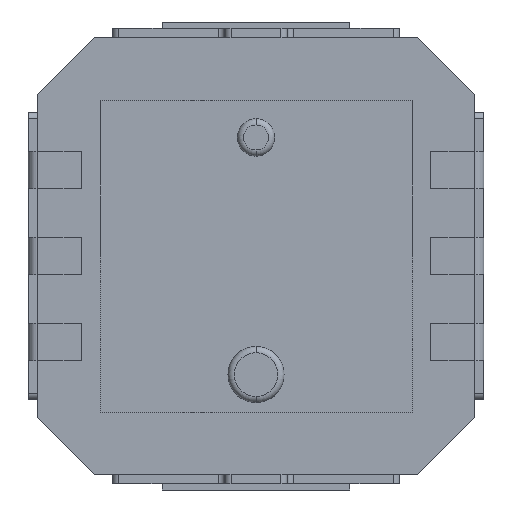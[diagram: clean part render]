
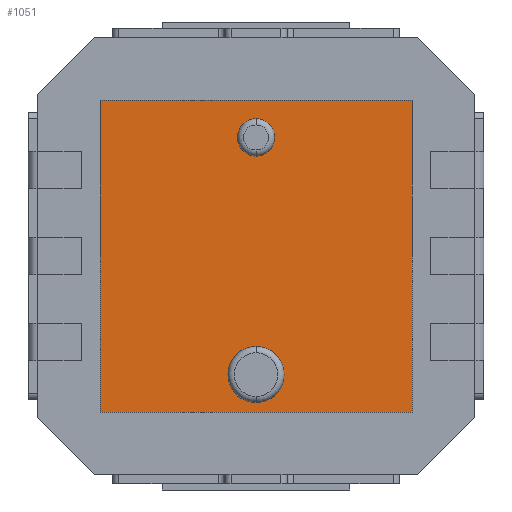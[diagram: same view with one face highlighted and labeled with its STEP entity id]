
A CAD part, front view. The second image highlights one B-rep face of the part: STEP entity #1051.
In plain terms, the highlighted planar face has unit normal (0, -1, 0).
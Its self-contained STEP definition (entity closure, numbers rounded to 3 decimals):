
#58 = VERTEX_POINT ( 'NONE', #2605 ) ;
#113 = EDGE_LOOP ( 'NONE', ( #3919, #751 ) ) ;
#128 = EDGE_CURVE ( 'NONE', #3787, #58, #569, .T. ) ;
#134 = CARTESIAN_POINT ( 'NONE',  ( -2.5, 0., -2.5 ) ) ;
#145 = CARTESIAN_POINT ( 'NONE',  ( 0., 0., -1.45 ) ) ;
#185 = EDGE_CURVE ( 'NONE', #58, #3787, #3402, .T. ) ;
#228 = DIRECTION ( 'NONE',  ( -1., 0., 0. ) ) ;
#303 = EDGE_CURVE ( 'NONE', #1014, #3534, #1519, .T. ) ;
#334 = CARTESIAN_POINT ( 'NONE',  ( 2.5, 0., -2.5 ) ) ;
#472 = EDGE_CURVE ( 'NONE', #2932, #2165, #3290, .T. ) ;
#542 = CIRCLE ( 'NONE', #3123, 0.3 ) ;
#569 = CIRCLE ( 'NONE', #699, 0.45 ) ;
#627 = CARTESIAN_POINT ( 'NONE',  ( 0., 0., 1.9 ) ) ;
#699 = AXIS2_PLACEMENT_3D ( 'NONE', #4098, #1646, #4407 ) ;
#751 = ORIENTED_EDGE ( 'NONE', *, *, #185, .F. ) ;
#788 = EDGE_LOOP ( 'NONE', ( #2523, #2186 ) ) ;
#848 = CARTESIAN_POINT ( 'NONE',  ( 0., 0., 1.9 ) ) ;
#880 = FACE_BOUND ( 'NONE', #788, .T. ) ;
#929 = VECTOR ( 'NONE', #3661, 1000. ) ;
#1013 = DIRECTION ( 'NONE',  ( 0., -1., 0. ) ) ;
#1014 = VERTEX_POINT ( 'NONE', #1371 ) ;
#1016 = DIRECTION ( 'NONE',  ( 0., 0., 1. ) ) ;
#1051 = ADVANCED_FACE ( 'NONE', ( #880, #3189, #3995 ), #2027, .T. ) ;
#1074 = EDGE_LOOP ( 'NONE', ( #4327, #1156, #4154, #3398 ) ) ;
#1156 = ORIENTED_EDGE ( 'NONE', *, *, #303, .T. ) ;
#1245 = CARTESIAN_POINT ( 'NONE',  ( -2.5, 0., -2.5 ) ) ;
#1247 = CARTESIAN_POINT ( 'NONE',  ( -2.5, 0., 2.5 ) ) ;
#1291 = DIRECTION ( 'NONE',  ( 0., -1., 0. ) ) ;
#1371 = CARTESIAN_POINT ( 'NONE',  ( 2.5, 0., -2.5 ) ) ;
#1515 = DIRECTION ( 'NONE',  ( 0., -1., 0. ) ) ;
#1519 = LINE ( 'NONE', #334, #3795 ) ;
#1602 = AXIS2_PLACEMENT_3D ( 'NONE', #2016, #1291, #3411 ) ;
#1646 = DIRECTION ( 'NONE',  ( 0., -1., 0. ) ) ;
#1697 = DIRECTION ( 'NONE',  ( 0., 0., -1. ) ) ;
#1734 = AXIS2_PLACEMENT_3D ( 'NONE', #4437, #1013, #2709 ) ;
#1772 = EDGE_CURVE ( 'NONE', #3534, #4256, #3574, .T. ) ;
#1802 = VECTOR ( 'NONE', #228, 1000. ) ;
#1890 = AXIS2_PLACEMENT_3D ( 'NONE', #627, #4401, #1697 ) ;
#1937 = VECTOR ( 'NONE', #2533, 1000. ) ;
#2016 = CARTESIAN_POINT ( 'NONE',  ( 0., 0., -1.9 ) ) ;
#2027 = PLANE ( 'NONE',  #1734 ) ;
#2165 = VERTEX_POINT ( 'NONE', #2914 ) ;
#2186 = ORIENTED_EDGE ( 'NONE', *, *, #4395, .F. ) ;
#2523 = ORIENTED_EDGE ( 'NONE', *, *, #472, .F. ) ;
#2533 = DIRECTION ( 'NONE',  ( 1., 0., 0. ) ) ;
#2605 = CARTESIAN_POINT ( 'NONE',  ( 0., 0., -2.35 ) ) ;
#2709 = DIRECTION ( 'NONE',  ( 0., 0., -1. ) ) ;
#2828 = EDGE_CURVE ( 'NONE', #4256, #3324, #3569, .T. ) ;
#2848 = CARTESIAN_POINT ( 'NONE',  ( 2.5, 0., 2.5 ) ) ;
#2914 = CARTESIAN_POINT ( 'NONE',  ( 0., 0., 1.6 ) ) ;
#2932 = VERTEX_POINT ( 'NONE', #3016 ) ;
#3016 = CARTESIAN_POINT ( 'NONE',  ( 0., 0., 2.2 ) ) ;
#3053 = CARTESIAN_POINT ( 'NONE',  ( -2.5, 0., -2.5 ) ) ;
#3123 = AXIS2_PLACEMENT_3D ( 'NONE', #848, #1515, #3246 ) ;
#3189 = FACE_BOUND ( 'NONE', #113, .T. ) ;
#3246 = DIRECTION ( 'NONE',  ( 0., 0., -1. ) ) ;
#3290 = CIRCLE ( 'NONE', #1890, 0.3 ) ;
#3324 = VERTEX_POINT ( 'NONE', #3053 ) ;
#3398 = ORIENTED_EDGE ( 'NONE', *, *, #2828, .T. ) ;
#3402 = CIRCLE ( 'NONE', #1602, 0.45 ) ;
#3411 = DIRECTION ( 'NONE',  ( 0., 0., -1. ) ) ;
#3534 = VERTEX_POINT ( 'NONE', #2848 ) ;
#3569 = LINE ( 'NONE', #1245, #929 ) ;
#3574 = LINE ( 'NONE', #1247, #1802 ) ;
#3661 = DIRECTION ( 'NONE',  ( 0., 0., -1. ) ) ;
#3781 = EDGE_CURVE ( 'NONE', #3324, #1014, #3981, .T. ) ;
#3787 = VERTEX_POINT ( 'NONE', #145 ) ;
#3795 = VECTOR ( 'NONE', #1016, 1000. ) ;
#3919 = ORIENTED_EDGE ( 'NONE', *, *, #128, .F. ) ;
#3981 = LINE ( 'NONE', #134, #1937 ) ;
#3995 = FACE_OUTER_BOUND ( 'NONE', #1074, .T. ) ;
#4098 = CARTESIAN_POINT ( 'NONE',  ( 0., 0., -1.9 ) ) ;
#4154 = ORIENTED_EDGE ( 'NONE', *, *, #1772, .T. ) ;
#4198 = CARTESIAN_POINT ( 'NONE',  ( -2.5, 0., 2.5 ) ) ;
#4256 = VERTEX_POINT ( 'NONE', #4198 ) ;
#4327 = ORIENTED_EDGE ( 'NONE', *, *, #3781, .T. ) ;
#4395 = EDGE_CURVE ( 'NONE', #2165, #2932, #542, .T. ) ;
#4401 = DIRECTION ( 'NONE',  ( 0., -1., 0. ) ) ;
#4407 = DIRECTION ( 'NONE',  ( 0., 0., -1. ) ) ;
#4437 = CARTESIAN_POINT ( 'NONE',  ( 0., 0., 0. ) ) ;
